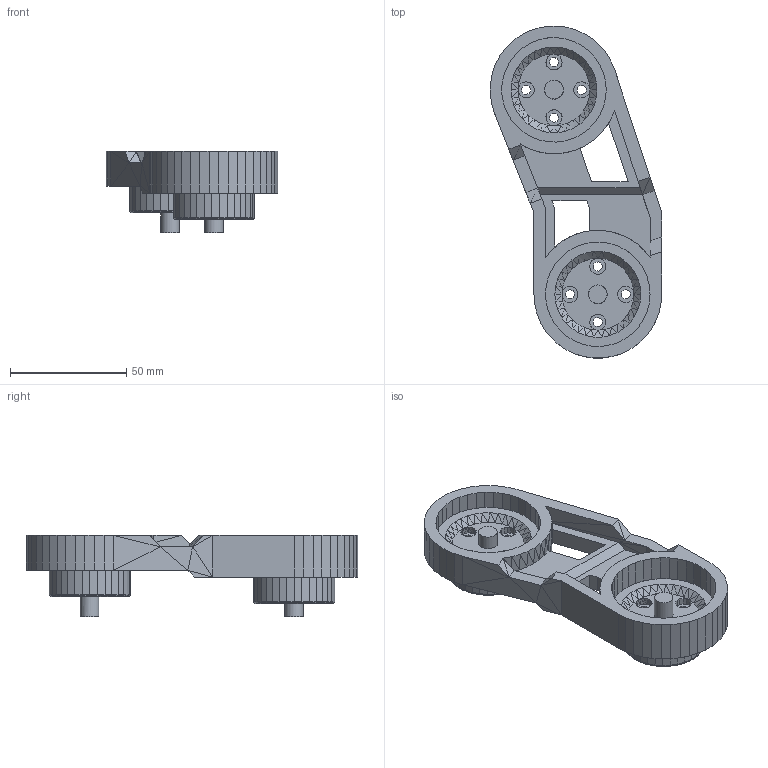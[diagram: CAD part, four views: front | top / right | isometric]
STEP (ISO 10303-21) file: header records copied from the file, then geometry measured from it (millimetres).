
FILE_DESCRIPTION(('FreeCAD Model'),'2;1');
FILE_NAME('Open CASCADE Shape Model','2024-12-03T12:49:09',(''),(''), 'Open CASCADE STEP processor 7.8','FreeCAD','Unknown');
FILE_SCHEMA(('AUTOMOTIVE_DESIGN { 1 0 10303 214 1 1 1 1 }'));
Length unit declared in the file: millimetre
Products named in the file (1): PART_BODY_3
Bounding box: 73.8 x 142.91 x 35 mm (x, y, z)
Volume: 83693.7 mm3; surface area: 31045.5 mm2
Topology: 2 solids, 2 shells, 1167 faces, 2442 edges, 1282 vertices
Faces by surface type: plane 1165, cylinder 2
Full cylindrical faces by diameter (mm): 8 x2
Entity records: 29123 total; most frequent: CARTESIAN_POINT 4892, ORIENTED_EDGE 4884, DIRECTION 4788, EDGE_CURVE 2442, LINE 2432, VECTOR 2432, VERTEX_POINT 1282, FACE_BOUND 1206
